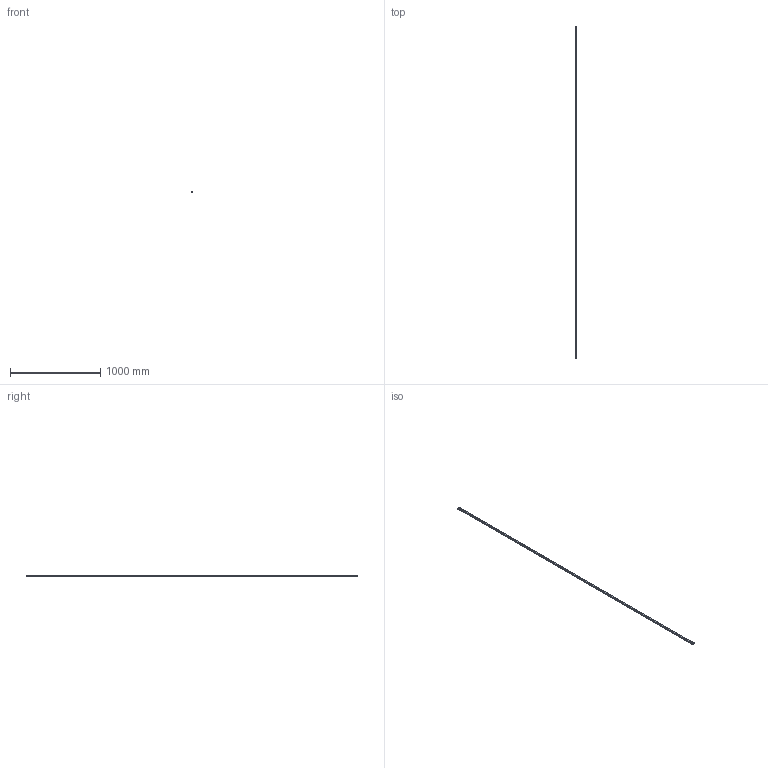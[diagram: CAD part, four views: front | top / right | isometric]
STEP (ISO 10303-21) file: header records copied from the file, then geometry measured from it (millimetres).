
FILE_DESCRIPTION(('STEP AP214'),'1');
FILE_NAME('cctmp_B3D7ADD4-3BEF-4FBC-B2D2-011E3A4B5045_2021_02_09_11_55_01_0674..stp','2021-02-09T10:55:02',('HIWIN GmbH'),('CADClick - www.CADClick.com'),'Spatial InterOp 3D',' ','unknown authorization');
FILE_SCHEMA(('AUTOMOTIVE_DESIGN'));
Length unit declared in the file: millimetre
Products named in the file (1): EGR20R3670C_FILE
Bounding box: 20 x 3670 x 15.5 mm (x, y, z)
Volume: 984974.7 mm3; surface area: 293249 mm2
Topology: 1 solids, 1 shells, 835 faces, 1877 edges, 1170 vertices
Faces by surface type: plane 451, cylinder 384
Entity records: 30135 total; most frequent: DIRECTION 4561, CARTESIAN_POINT 3883, ORIENTED_EDGE 3754, EDGE_CURVE 1877, AXIS2_PLACEMENT_3D 1848, VERTEX_POINT 1170, EDGE_LOOP 961, LINE 865
